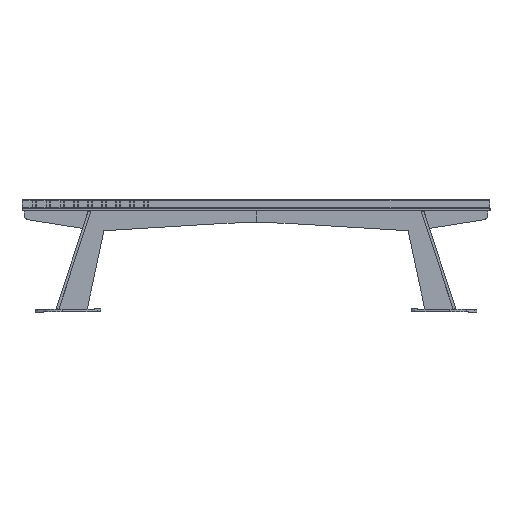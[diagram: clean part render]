
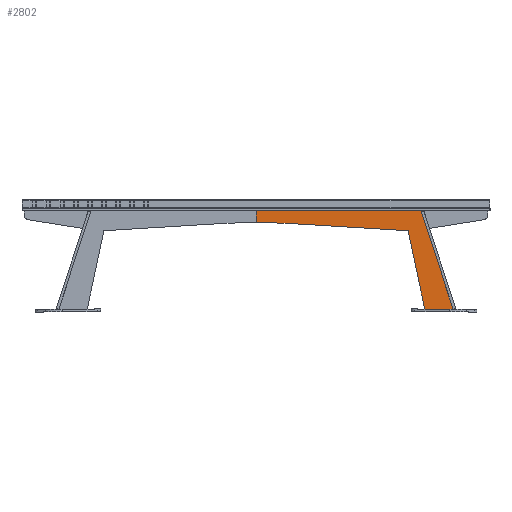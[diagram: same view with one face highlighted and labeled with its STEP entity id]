
A CAD part, left-side view. The second image highlights one B-rep face of the part: STEP entity #2802.
In plain terms, the highlighted planar face has unit normal (-1, 0, 0).
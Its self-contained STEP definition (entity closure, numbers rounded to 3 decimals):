
#2802=ADVANCED_FACE('',(#4624),#24368,.T.);
#4624=FACE_OUTER_BOUND('',#6562,.T.);
#6562=EDGE_LOOP('',(#13250,#13251,#13252,#13253,#13254,#13255,#13256,#13257));
#13250=ORIENTED_EDGE('',*,*,#17553,.F.);
#13251=ORIENTED_EDGE('',*,*,#17543,.F.);
#13252=ORIENTED_EDGE('',*,*,#17548,.F.);
#13253=ORIENTED_EDGE('',*,*,#17544,.F.);
#13254=ORIENTED_EDGE('',*,*,#17545,.F.);
#13255=ORIENTED_EDGE('',*,*,#17533,.F.);
#13256=ORIENTED_EDGE('',*,*,#17540,.F.);
#13257=ORIENTED_EDGE('',*,*,#17536,.F.);
#17533=EDGE_CURVE('',#23554,#23555,#18827,.T.);
#17536=EDGE_CURVE('',#23560,#23561,#18830,.T.);
#17540=EDGE_CURVE('',#23561,#23554,#21460,.T.);
#17543=EDGE_CURVE('',#23565,#23564,#18834,.T.);
#17544=EDGE_CURVE('',#23558,#23566,#18835,.T.);
#17545=EDGE_CURVE('',#23555,#23558,#18836,.T.);
#17548=EDGE_CURVE('',#23566,#23565,#18839,.T.);
#17553=EDGE_CURVE('',#23564,#23560,#18844,.T.);
#18827=B_SPLINE_CURVE_WITH_KNOTS('',1,(#46221,#46222),.UNSPECIFIED.,.F.,
 .F.,(2,2),(0.,0.103),.UNSPECIFIED.);
#18830=B_SPLINE_CURVE_WITH_KNOTS('',1,(#46227,#46228),.UNSPECIFIED.,.F.,
 .F.,(2,2),(0.,47.665),.UNSPECIFIED.);
#18834=B_SPLINE_CURVE_WITH_KNOTS('',1,(#46243,#46244),.UNSPECIFIED.,.F.,
 .F.,(2,2),(0.,11.),.UNSPECIFIED.);
#18835=B_SPLINE_CURVE_WITH_KNOTS('',1,(#46245,#46246),.UNSPECIFIED.,.F.,
 .F.,(2,2),(-34.696,29.08),.UNSPECIFIED.);
#18836=B_SPLINE_CURVE_WITH_KNOTS('',1,(#46247,#46248),.UNSPECIFIED.,.F.,
 .F.,(2,2),(0.,4.47),.UNSPECIFIED.);
#18839=B_SPLINE_CURVE_WITH_KNOTS('',1,(#46253,#46254),.UNSPECIFIED.,.F.,
 .F.,(2,2),(0.,40.003),.UNSPECIFIED.);
#18844=B_SPLINE_CURVE_WITH_KNOTS('',1,(#46263,#46264),.UNSPECIFIED.,.F.,
 .F.,(2,2),(0.,30.971),.UNSPECIFIED.);
#21460=(
BOUNDED_CURVE()
B_SPLINE_CURVE(2,(#46235,#46236,#46237),.UNSPECIFIED.,.F.,.F.)
B_SPLINE_CURVE_WITH_KNOTS((3,3),(3.08,3.142),
 .UNSPECIFIED.)
CURVE()
GEOMETRIC_REPRESENTATION_ITEM()
RATIONAL_B_SPLINE_CURVE((1.,1.,1.))
REPRESENTATION_ITEM('')
);
#23554=VERTEX_POINT('',#46205);
#23555=VERTEX_POINT('',#46206);
#23558=VERTEX_POINT('',#46209);
#23560=VERTEX_POINT('',#46211);
#23561=VERTEX_POINT('',#46212);
#23564=VERTEX_POINT('',#46215);
#23565=VERTEX_POINT('',#46216);
#23566=VERTEX_POINT('',#46217);
#24368=PLANE('',#26210);
#26210=AXIS2_PLACEMENT_3D('',#46199,#26728,$);
#26728=DIRECTION('',(-1.,0.,0.));
#46199=CARTESIAN_POINT('',(42.5,904.909,11.608));
#46205=CARTESIAN_POINT('',(42.5,903.868,346.922));
#46206=CARTESIAN_POINT('',(42.5,904.9,346.922));
#46209=CARTESIAN_POINT('',(42.5,904.9,391.618));
#46211=CARTESIAN_POINT('',(42.5,316.966,314.466));
#46212=CARTESIAN_POINT('',(42.5,792.728,343.565));
#46215=CARTESIAN_POINT('',(42.5,252.139,11.618));
#46216=CARTESIAN_POINT('',(42.5,142.139,11.618));
#46217=CARTESIAN_POINT('',(42.5,267.139,391.618));
#46221=CARTESIAN_POINT('',(42.5,903.868,346.922));
#46222=CARTESIAN_POINT('',(42.5,904.9,346.922));
#46227=CARTESIAN_POINT('',(42.5,316.966,314.466));
#46228=CARTESIAN_POINT('',(42.5,792.728,343.565));
#46235=CARTESIAN_POINT('',(42.5,792.728,343.565));
#46236=CARTESIAN_POINT('',(42.5,848.246,346.961));
#46237=CARTESIAN_POINT('',(42.5,903.868,346.922));
#46243=CARTESIAN_POINT('',(42.5,142.139,11.618));
#46244=CARTESIAN_POINT('',(42.5,252.139,11.618));
#46245=CARTESIAN_POINT('',(42.5,904.9,391.618));
#46246=CARTESIAN_POINT('',(42.5,267.139,391.618));
#46247=CARTESIAN_POINT('',(42.5,904.9,346.922));
#46248=CARTESIAN_POINT('',(42.5,904.9,391.618));
#46253=CARTESIAN_POINT('',(42.5,267.139,391.618));
#46254=CARTESIAN_POINT('',(42.5,142.139,11.618));
#46263=CARTESIAN_POINT('',(42.5,252.139,11.618));
#46264=CARTESIAN_POINT('',(42.5,316.966,314.466));
